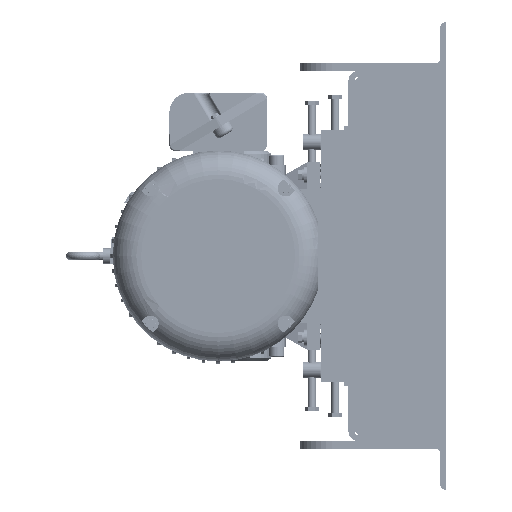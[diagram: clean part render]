
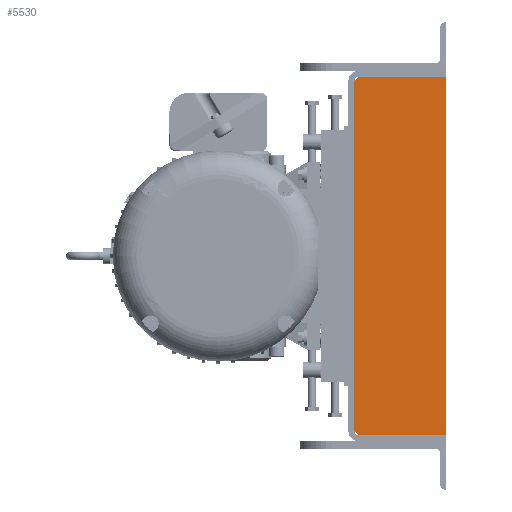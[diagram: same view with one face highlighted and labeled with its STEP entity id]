
A CAD part, left-side view. The second image highlights one B-rep face of the part: STEP entity #5530.
In plain terms, the highlighted planar face has unit normal (-1, 0, 0).
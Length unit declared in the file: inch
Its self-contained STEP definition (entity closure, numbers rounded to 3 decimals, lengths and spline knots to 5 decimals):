
#1626 = ORIENTED_EDGE ( 'NONE', *, *, #232512, .F. ) ;
#5530 = ADVANCED_FACE ( 'NONE', ( #86220 ), #78990, .T. ) ;
#8990 = CARTESIAN_POINT ( 'NONE',  ( 0., 0., -0.36545 ) ) ;
#15998 = CARTESIAN_POINT ( 'NONE',  ( 0., 5.375, -22.375 ) ) ;
#25155 = CARTESIAN_POINT ( 'NONE',  ( 0., 5.625, -22.125 ) ) ;
#26131 = DIRECTION ( 'NONE',  ( 0., -1., 0. ) ) ;
#39060 = VECTOR ( 'NONE', #284552, 39.37008 ) ;
#40046 = VECTOR ( 'NONE', #301254, 39.37008 ) ;
#45856 = VERTEX_POINT ( 'NONE', #146090 ) ;
#66387 = LINE ( 'NONE', #165594, #95827 ) ;
#70901 = LINE ( 'NONE', #213257, #228964 ) ;
#78990 = PLANE ( 'NONE',  #194575 ) ;
#80111 = CARTESIAN_POINT ( 'NONE',  ( 0., 5.625, -0.625 ) ) ;
#86220 = FACE_OUTER_BOUND ( 'NONE', #106190, .T. ) ;
#87427 = EDGE_CURVE ( 'NONE', #157902, #207691, #178369, .T. ) ;
#89827 = EDGE_CURVE ( 'NONE', #92082, #45856, #108897, .T. ) ;
#90084 = VECTOR ( 'NONE', #187363, 39.37008 ) ;
#91512 = CARTESIAN_POINT ( 'NONE',  ( 0., 5.375, -0.375 ) ) ;
#92082 = VERTEX_POINT ( 'NONE', #15998 ) ;
#95827 = VECTOR ( 'NONE', #188261, 39.37008 ) ;
#106190 = EDGE_LOOP ( 'NONE', ( #223283, #200497, #148042, #1626, #127219, #214399 ) ) ;
#108151 = EDGE_CURVE ( 'NONE', #222222, #153329, #134357, .T. ) ;
#108897 = LINE ( 'NONE', #25155, #39060 ) ;
#109717 = CARTESIAN_POINT ( 'NONE',  ( 0., 5.625, -0.625 ) ) ;
#119112 = CARTESIAN_POINT ( 'NONE',  ( 0., 0., -22.375 ) ) ;
#125724 = CARTESIAN_POINT ( 'NONE',  ( 0., 5.375, -0.375 ) ) ;
#126674 = CARTESIAN_POINT ( 'NONE',  ( 0., 0., -0.375 ) ) ;
#127219 = ORIENTED_EDGE ( 'NONE', *, *, #89827, .F. ) ;
#129596 = EDGE_CURVE ( 'NONE', #153329, #157902, #70901, .T. ) ;
#134357 = LINE ( 'NONE', #91512, #274428 ) ;
#137854 = DIRECTION ( 'NONE',  ( 0., -0.707, 0.707 ) ) ;
#146090 = CARTESIAN_POINT ( 'NONE',  ( 0., 5.625, -22.125 ) ) ;
#148042 = ORIENTED_EDGE ( 'NONE', *, *, #108151, .F. ) ;
#153329 = VERTEX_POINT ( 'NONE', #125724 ) ;
#157902 = VERTEX_POINT ( 'NONE', #126674 ) ;
#165131 = LINE ( 'NONE', #109717, #40046 ) ;
#165594 = CARTESIAN_POINT ( 'NONE',  ( 0., 5.375, -22.375 ) ) ;
#178369 = LINE ( 'NONE', #272887, #90084 ) ;
#187363 = DIRECTION ( 'NONE',  ( 0., 0., -1. ) ) ;
#188261 = DIRECTION ( 'NONE',  ( 0., 1., 0. ) ) ;
#194575 = AXIS2_PLACEMENT_3D ( 'NONE', #8990, #197234, #246633 ) ;
#197234 = DIRECTION ( 'NONE',  ( -1., 0., 0. ) ) ;
#200497 = ORIENTED_EDGE ( 'NONE', *, *, #129596, .F. ) ;
#205597 = EDGE_CURVE ( 'NONE', #207691, #92082, #66387, .T. ) ;
#207691 = VERTEX_POINT ( 'NONE', #119112 ) ;
#213257 = CARTESIAN_POINT ( 'NONE',  ( 0., 0., -0.375 ) ) ;
#214399 = ORIENTED_EDGE ( 'NONE', *, *, #205597, .F. ) ;
#222222 = VERTEX_POINT ( 'NONE', #80111 ) ;
#223283 = ORIENTED_EDGE ( 'NONE', *, *, #87427, .F. ) ;
#228964 = VECTOR ( 'NONE', #26131, 39.37008 ) ;
#232512 = EDGE_CURVE ( 'NONE', #45856, #222222, #165131, .T. ) ;
#246633 = DIRECTION ( 'NONE',  ( 0., 0., 1. ) ) ;
#272887 = CARTESIAN_POINT ( 'NONE',  ( 0., 0., -22.375 ) ) ;
#274428 = VECTOR ( 'NONE', #137854, 39.37008 ) ;
#284552 = DIRECTION ( 'NONE',  ( 0., 0.707, 0.707 ) ) ;
#301254 = DIRECTION ( 'NONE',  ( 0., 0., 1. ) ) ;
